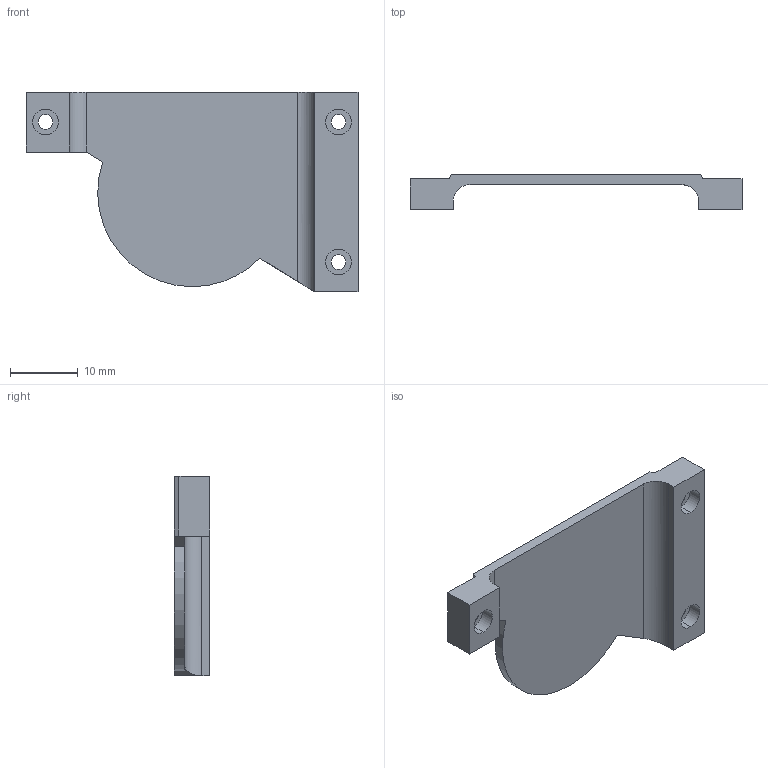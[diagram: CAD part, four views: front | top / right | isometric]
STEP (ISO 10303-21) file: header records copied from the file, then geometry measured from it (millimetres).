
FILE_DESCRIPTION (( 'STEP AP203' ), '1' );
FILE_NAME ('C002_right_speaker_brace.step', '2019-10-07T21:24:37', ( '' ), ( '' ), 'SwSTEP 2.0', 'SolidWorks 2017', '' );
FILE_SCHEMA (( 'CONFIG_CONTROL_DESIGN' ));
Length unit declared in the file: inch
Products named in the file (1): C002_right_speaker_brace
Bounding box: 48.93 x 5.24 x 29.44 mm (x, y, z)
Volume: 2421.6 mm3; surface area: 2908.7 mm2
Topology: 1 solids, 1 shells, 36 faces, 91 edges, 60 vertices
Faces by surface type: plane 20, cylinder 16
Entity records: 1181 total; most frequent: DIRECTION 195, CARTESIAN_POINT 191, ORIENTED_EDGE 182, EDGE_CURVE 91, AXIS2_PLACEMENT_3D 68, VERTEX_POINT 60, LINE 59, VECTOR 59
